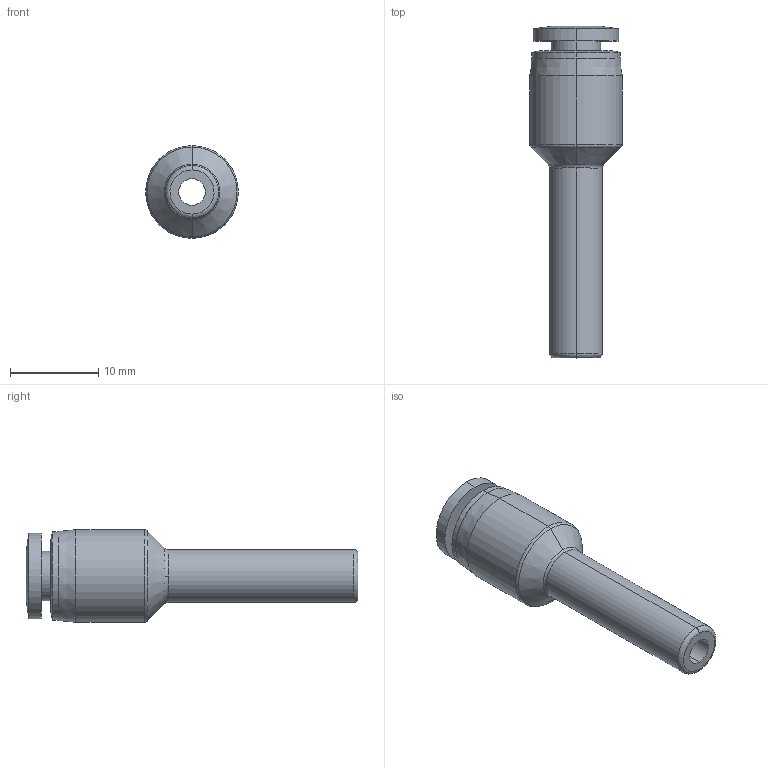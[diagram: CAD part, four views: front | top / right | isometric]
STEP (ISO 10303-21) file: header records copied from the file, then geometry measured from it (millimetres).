
FILE_DESCRIPTION (( 'STEP AP214' ), '1' );
FILE_NAME ('PR6M-4M.step', '2016-02-24T20:47:11', ( '' ), ( '' ), 'SwSTEP 2.0', 'SolidWorks 2015', '' );
FILE_SCHEMA (( 'AUTOMOTIVE_DESIGN' ));
Length unit declared in the file: inch
Products named in the file (1): PR6M-4M
Bounding box: 10.5 x 37.65 x 10.5 mm (x, y, z)
Volume: 1427.9 mm3; surface area: 1506.6 mm2
Topology: 1 solids, 1 shells, 36 faces, 76 edges, 46 vertices
Faces by surface type: cylinder 14, cone 8, bspline 6, plane 6, torus 2
Entity records: 1556 total; most frequent: CARTESIAN_POINT 261, DIRECTION 184, ORIENTED_EDGE 152, AXIS2_PLACEMENT_3D 81, EDGE_CURVE 76, CIRCLE 50, VERTEX_POINT 46, EDGE_LOOP 42
